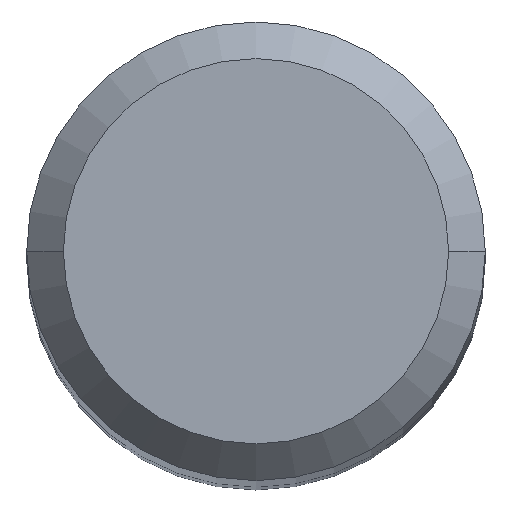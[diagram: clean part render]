
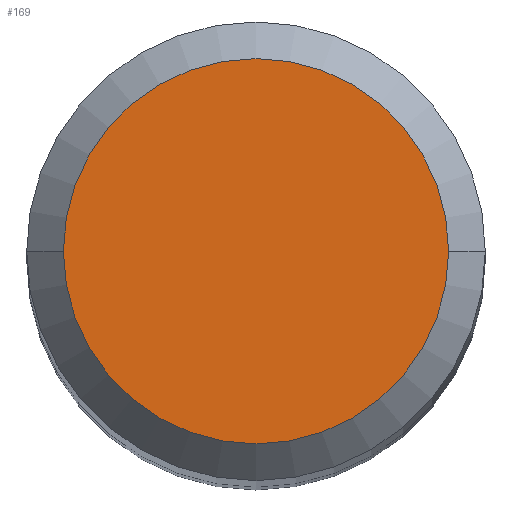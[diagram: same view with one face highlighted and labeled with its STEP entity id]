
A CAD part, top view. The second image highlights one B-rep face of the part: STEP entity #169.
In plain terms, the highlighted planar face has unit normal (0, 0, 1).
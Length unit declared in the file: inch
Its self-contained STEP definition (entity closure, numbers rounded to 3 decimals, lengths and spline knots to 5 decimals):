
#6 = CARTESIAN_POINT ( 'NONE',  ( -0.105, 0., 0. ) ) ;
#18 = FACE_OUTER_BOUND ( 'NONE', #187, .T. ) ;
#20 = CIRCLE ( 'NONE', #108, 0.105 ) ;
#40 = CARTESIAN_POINT ( 'NONE',  ( 0.105, 0., 0. ) ) ;
#108 = AXIS2_PLACEMENT_3D ( 'NONE', #373, #333, #258 ) ;
#133 = VERTEX_POINT ( 'NONE', #6 ) ;
#134 = DIRECTION ( 'NONE',  ( 1., 0., 0. ) ) ;
#169 = ADVANCED_FACE ( 'NONE', ( #18 ), #287, .F. ) ;
#172 = ORIENTED_EDGE ( 'NONE', *, *, #340, .T. ) ;
#182 = AXIS2_PLACEMENT_3D ( 'NONE', #492, #412, #134 ) ;
#187 = EDGE_LOOP ( 'NONE', ( #172, #206 ) ) ;
#206 = ORIENTED_EDGE ( 'NONE', *, *, #310, .T. ) ;
#209 = DIRECTION ( 'NONE',  ( -1., 0., 0. ) ) ;
#258 = DIRECTION ( 'NONE',  ( 1., 0., 0. ) ) ;
#287 = PLANE ( 'NONE',  #455 ) ;
#310 = EDGE_CURVE ( 'NONE', #483, #133, #20, .T. ) ;
#333 = DIRECTION ( 'NONE',  ( 0., 0., 1. ) ) ;
#340 = EDGE_CURVE ( 'NONE', #133, #483, #402, .T. ) ;
#373 = CARTESIAN_POINT ( 'NONE',  ( 0., 0., 0. ) ) ;
#397 = CARTESIAN_POINT ( 'NONE',  ( 0., 0.105, 0. ) ) ;
#402 = CIRCLE ( 'NONE', #182, 0.105 ) ;
#412 = DIRECTION ( 'NONE',  ( 0., 0., 1. ) ) ;
#437 = DIRECTION ( 'NONE',  ( 0., 0., -1. ) ) ;
#455 = AXIS2_PLACEMENT_3D ( 'NONE', #397, #437, #209 ) ;
#483 = VERTEX_POINT ( 'NONE', #40 ) ;
#492 = CARTESIAN_POINT ( 'NONE',  ( 0., 0., 0. ) ) ;
